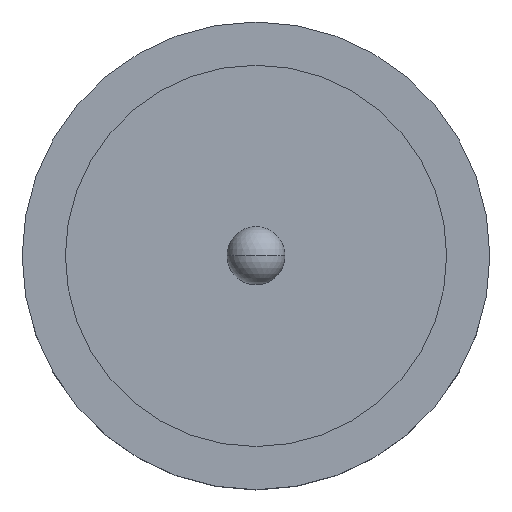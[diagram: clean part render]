
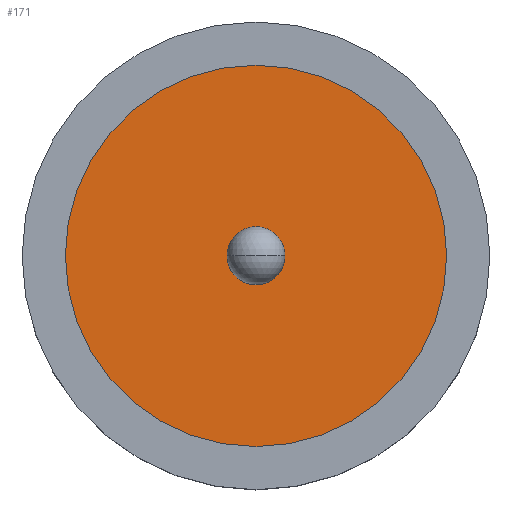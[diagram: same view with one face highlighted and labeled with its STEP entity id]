
A CAD part, top view. The second image highlights one B-rep face of the part: STEP entity #171.
In plain terms, the highlighted planar face has unit normal (0, 0, 1).
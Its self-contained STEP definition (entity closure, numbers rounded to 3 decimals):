
#1 = CARTESIAN_POINT ( 'NONE',  ( 0., 0., 2.999 ) ) ;
#29 = CARTESIAN_POINT ( 'NONE',  ( -4.28, 0., 2.999 ) ) ;
#32 = CARTESIAN_POINT ( 'NONE',  ( 0., 0., 2.999 ) ) ;
#42 = ORIENTED_EDGE ( 'NONE', *, *, #507, .F. ) ;
#70 = VERTEX_POINT ( 'NONE', #79 ) ;
#79 = CARTESIAN_POINT ( 'NONE',  ( 4.28, 0., 2.999 ) ) ;
#98 = EDGE_CURVE ( 'NONE', #70, #447, #347, .T. ) ;
#99 = DIRECTION ( 'NONE',  ( 1., 0., 0. ) ) ;
#121 = DIRECTION ( 'NONE',  ( 1., 0., 0. ) ) ;
#135 = AXIS2_PLACEMENT_3D ( 'NONE', #534, #446, #121 ) ;
#156 = CIRCLE ( 'NONE', #272, 0.65 ) ;
#164 = CARTESIAN_POINT ( 'NONE',  ( 0.65, 0., 2.999 ) ) ;
#171 = ADVANCED_FACE ( 'NONE', ( #513, #384 ), #273, .T. ) ;
#184 = DIRECTION ( 'NONE',  ( 0., 0., 1. ) ) ;
#249 = DIRECTION ( 'NONE',  ( 0., 0., 1. ) ) ;
#253 = AXIS2_PLACEMENT_3D ( 'NONE', #332, #521, #530 ) ;
#262 = AXIS2_PLACEMENT_3D ( 'NONE', #312, #311, #99 ) ;
#266 = DIRECTION ( 'NONE',  ( 1., 0., 0. ) ) ;
#272 = AXIS2_PLACEMENT_3D ( 'NONE', #1, #184, #266 ) ;
#273 = PLANE ( 'NONE',  #262 ) ;
#278 = ORIENTED_EDGE ( 'NONE', *, *, #98, .T. ) ;
#308 = VERTEX_POINT ( 'NONE', #399 ) ;
#311 = DIRECTION ( 'NONE',  ( 0., 0., 1. ) ) ;
#312 = CARTESIAN_POINT ( 'NONE',  ( 0., 0., 2.999 ) ) ;
#320 = ORIENTED_EDGE ( 'NONE', *, *, #346, .F. ) ;
#332 = CARTESIAN_POINT ( 'NONE',  ( 0., 0., 2.999 ) ) ;
#342 = AXIS2_PLACEMENT_3D ( 'NONE', #32, #249, #359 ) ;
#346 = EDGE_CURVE ( 'NONE', #308, #398, #401, .T. ) ;
#347 = CIRCLE ( 'NONE', #135, 4.28 ) ;
#359 = DIRECTION ( 'NONE',  ( 1., 0., 0. ) ) ;
#371 = EDGE_LOOP ( 'NONE', ( #42, #320 ) ) ;
#384 = FACE_OUTER_BOUND ( 'NONE', #413, .T. ) ;
#398 = VERTEX_POINT ( 'NONE', #164 ) ;
#399 = CARTESIAN_POINT ( 'NONE',  ( -0.65, 0., 2.999 ) ) ;
#401 = CIRCLE ( 'NONE', #253, 0.65 ) ;
#410 = EDGE_CURVE ( 'NONE', #447, #70, #412, .T. ) ;
#412 = CIRCLE ( 'NONE', #342, 4.28 ) ;
#413 = EDGE_LOOP ( 'NONE', ( #278, #527 ) ) ;
#446 = DIRECTION ( 'NONE',  ( 0., 0., 1. ) ) ;
#447 = VERTEX_POINT ( 'NONE', #29 ) ;
#507 = EDGE_CURVE ( 'NONE', #398, #308, #156, .T. ) ;
#513 = FACE_BOUND ( 'NONE', #371, .T. ) ;
#521 = DIRECTION ( 'NONE',  ( 0., 0., 1. ) ) ;
#527 = ORIENTED_EDGE ( 'NONE', *, *, #410, .T. ) ;
#530 = DIRECTION ( 'NONE',  ( 1., 0., 0. ) ) ;
#534 = CARTESIAN_POINT ( 'NONE',  ( 0., 0., 2.999 ) ) ;
